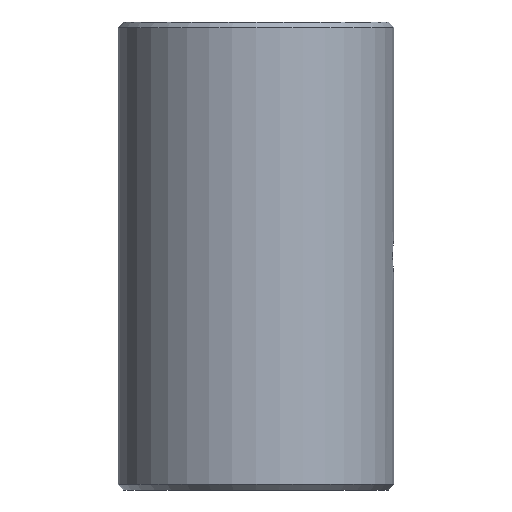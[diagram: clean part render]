
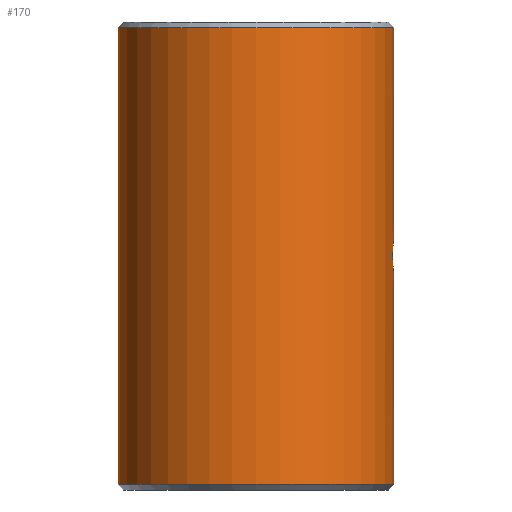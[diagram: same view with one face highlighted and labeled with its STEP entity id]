
A CAD part, front view. The second image highlights one B-rep face of the part: STEP entity #170.
In plain terms, the highlighted cylindrical face has radius 25 mm (diameter 50 mm), a full revolution.
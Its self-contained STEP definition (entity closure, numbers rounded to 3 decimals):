
#170=ADVANCED_FACE('',(#253,#254,#255),#256,.T.);
#253=FACE_BOUND('',#358,.T.);
#254=FACE_OUTER_BOUND('',#359,.T.);
#255=FACE_OUTER_BOUND('',#360,.T.);
#256=CYLINDRICAL_SURFACE('',#361,25.0);
#358=EDGE_LOOP('',(#429));
#359=EDGE_LOOP('',(#430));
#360=EDGE_LOOP('',(#431));
#361=AXIS2_PLACEMENT_3D('',#432,#433,#434);
#429=ORIENTED_EDGE('',*,*,#492,.T.);
#430=ORIENTED_EDGE('',*,*,#499,.T.);
#431=ORIENTED_EDGE('',*,*,#503,.T.);
#432=CARTESIAN_POINT('',(0.0,0.0,-42.5));
#433=DIRECTION('',(0.0,0.0,1.0));
#434=DIRECTION('',(1.0,0.0,0.0));
#492=EDGE_CURVE('',#525,#525,#526,.T.);
#499=EDGE_CURVE('',#536,#536,#537,.F.);
#503=EDGE_CURVE('',#543,#543,#544,.T.);
#525=VERTEX_POINT('',#600);
#526=B_SPLINE_CURVE_WITH_KNOTS('',3,(#601,#602,#603,#604,#605,#606,#607,#608,#609,#610,#611,#612,#613,#614,#615,#616,#617,#618,#619,#620,#621,#622,#623,#624,#625,#626,#627,#628,#629,#630,#631,#632,#633,#634,#635,#636),.UNSPECIFIED.,.T.,.F.,(2,1,1,1,1,1,1,1,1,1,1,1,1,1,1,1,1,1,1,1,1,1,1,1,1,1,1,1,1,1,1,1,1,1,1,1,1,2),(-0.063,-0.031,0.0,0.031,0.063,0.095,0.126,0.157,0.188,0.219,0.25,0.281,0.312,0.343,0.374,0.405,0.437,0.469,0.5,0.5,0.532,0.563,0.595,0.626,0.657,0.688,0.719,0.75,0.781,0.812,0.843,0.874,0.905,0.937,0.969,1.0,1.031,1.063),.UNSPECIFIED.);
#536=VERTEX_POINT('',#705);
#537=CIRCLE('',#706,25.0);
#543=VERTEX_POINT('',#712);
#544=CIRCLE('',#713,25.0);
#600=CARTESIAN_POINT('',(25.0,0.,-3.0));
#601=CARTESIAN_POINT('',(24.995,0.599,-2.962));
#602=CARTESIAN_POINT('',(25.002,0.,-3.019));
#603=CARTESIAN_POINT('',(24.995,-0.6,-2.961));
#604=CARTESIAN_POINT('',(24.974,-1.177,-2.786));
#605=CARTESIAN_POINT('',(24.943,-1.712,-2.51));
#606=CARTESIAN_POINT('',(24.906,-2.178,-2.135));
#607=CARTESIAN_POINT('',(24.869,-2.56,-1.679));
#608=CARTESIAN_POINT('',(24.838,-2.842,-1.155));
#609=CARTESIAN_POINT('',(24.817,-3.021,-0.588));
#610=CARTESIAN_POINT('',(24.809,-3.081,0.));
#611=CARTESIAN_POINT('',(24.817,-3.022,0.589));
#612=CARTESIAN_POINT('',(24.838,-2.843,1.155));
#613=CARTESIAN_POINT('',(24.869,-2.561,1.679));
#614=CARTESIAN_POINT('',(24.906,-2.179,2.135));
#615=CARTESIAN_POINT('',(24.943,-1.713,2.509));
#616=CARTESIAN_POINT('',(24.974,-1.178,2.785));
#617=CARTESIAN_POINT('',(24.995,-0.6,2.961));
#618=CARTESIAN_POINT('',(25.,-0.198,3.));
#619=CARTESIAN_POINT('',(25.,0.201,3.));
#620=CARTESIAN_POINT('',(24.995,0.603,2.961));
#621=CARTESIAN_POINT('',(24.974,1.18,2.786));
#622=CARTESIAN_POINT('',(24.943,1.714,2.509));
#623=CARTESIAN_POINT('',(24.906,2.179,2.135));
#624=CARTESIAN_POINT('',(24.869,2.561,1.678));
#625=CARTESIAN_POINT('',(24.838,2.843,1.154));
#626=CARTESIAN_POINT('',(24.817,3.022,0.587));
#627=CARTESIAN_POINT('',(24.809,3.081,-0.001));
#628=CARTESIAN_POINT('',(24.817,3.021,-0.59));
#629=CARTESIAN_POINT('',(24.838,2.842,-1.157));
#630=CARTESIAN_POINT('',(24.869,2.559,-1.681));
#631=CARTESIAN_POINT('',(24.906,2.176,-2.137));
#632=CARTESIAN_POINT('',(24.943,1.711,-2.511));
#633=CARTESIAN_POINT('',(24.974,1.177,-2.787));
#634=CARTESIAN_POINT('',(24.995,0.599,-2.962));
#635=CARTESIAN_POINT('',(25.002,0.,-3.019));
#636=CARTESIAN_POINT('',(24.995,-0.6,-2.961));
#705=CARTESIAN_POINT('',(25.0,0.,41.5));
#706=AXIS2_PLACEMENT_3D('',#745,#746,#747);
#712=CARTESIAN_POINT('',(25.0,0.0,-41.5));
#713=AXIS2_PLACEMENT_3D('',#754,#755,#756);
#745=CARTESIAN_POINT('',(0.0,0.0,41.5));
#746=DIRECTION('',(0.0,0.0,1.0));
#747=DIRECTION('',(1.0,0.0,0.0));
#754=CARTESIAN_POINT('',(0.0,0.0,-41.5));
#755=DIRECTION('',(0.0,0.0,1.0));
#756=DIRECTION('',(1.0,0.0,0.0));
